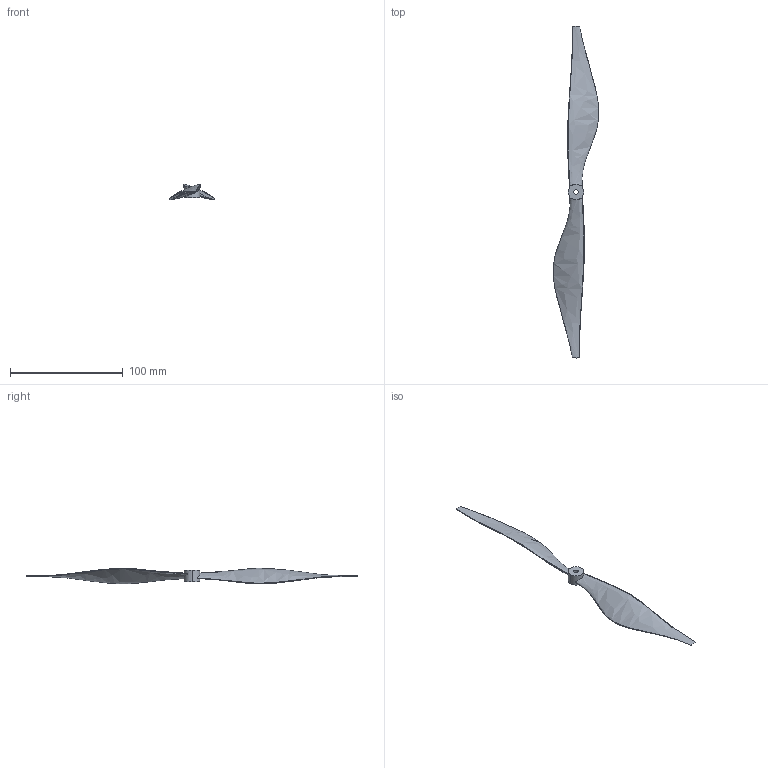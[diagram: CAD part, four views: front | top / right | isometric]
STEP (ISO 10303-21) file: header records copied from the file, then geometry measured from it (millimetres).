
FILE_DESCRIPTION(('CATIA V5 STEP Exchange'),'2;1');
FILE_NAME('Propeller.stp','2013-04-24T06:06:10+00:00',('none'),('none'),'CATIA Version 5 Release 20 SP 4 (IN-10)','CATIA V5 STEP AP203','none');
FILE_SCHEMA(('CONFIG_CONTROL_DESIGN'));
Length unit declared in the file: millimetre
Products named in the file (1): Propeller
Bounding box: 40.2 x 295 x 13.75 mm (x, y, z)
Volume: 14425 mm3; surface area: 12187.3 mm2
Topology: 1 solids, 1 shells, 34 faces, 90 edges, 60 vertices
Faces by surface type: bspline 26, cylinder 4, plane 4
Entity records: 5452 total; most frequent: CARTESIAN_POINT 4799, ORIENTED_EDGE 180, EDGE_CURVE 90, B_SPLINE_CURVE_WITH_KNOTS 78, VERTEX_POINT 60, EDGE_LOOP 38, ADVANCED_FACE 34, FACE_OUTER_BOUND 34
